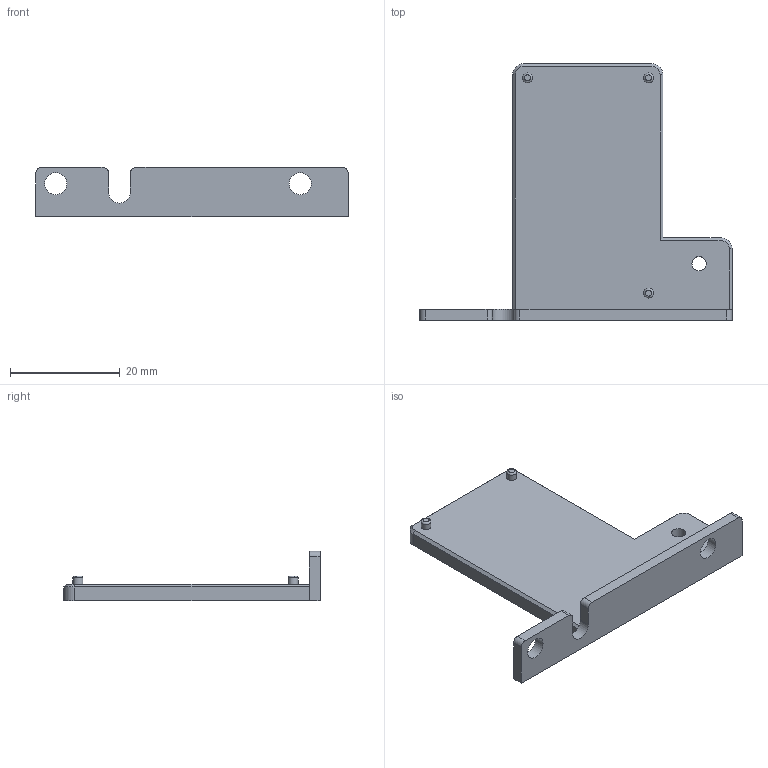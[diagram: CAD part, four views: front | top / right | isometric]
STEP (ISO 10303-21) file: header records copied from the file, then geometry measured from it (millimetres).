
FILE_DESCRIPTION(/* description */ (''),/* implementation_level */ '2;1');
FILE_NAME(/* name */ 'OneBoard_Interposer_Mountv1.0.step',/* time_stamp */ '2025-08-04T01:03:08-07:00',/* author */ (''),/* organization */ (''),/* preprocessor_version */ 'ST-DEVELOPER v20.1',/* originating_system */ 'Autodesk Translation Framework v14.10.0.0',/* authorisation */ '');
FILE_SCHEMA (('AUTOMOTIVE_DESIGN { 1 0 10303 214 3 1 1 }'));
Length unit declared in the file: millimetre
Products named in the file (1): OneBoardFlexMount
Bounding box: 56.8 x 46.7 x 9 mm (x, y, z)
Volume: 5051.3 mm3; surface area: 4281.3 mm2
Topology: 1 solids, 1 shells, 42 faces, 101 edges, 64 vertices
Faces by surface type: plane 22, cylinder 14, torus 3, cone 3
Full cylindrical faces by diameter (mm): 1.8 x3, 2.6 x1, 4 x2
Entity records: 1267 total; most frequent: DIRECTION 224, CARTESIAN_POINT 208, ORIENTED_EDGE 202, EDGE_CURVE 101, AXIS2_PLACEMENT_3D 80, LINE 64, VECTOR 64, VERTEX_POINT 64
